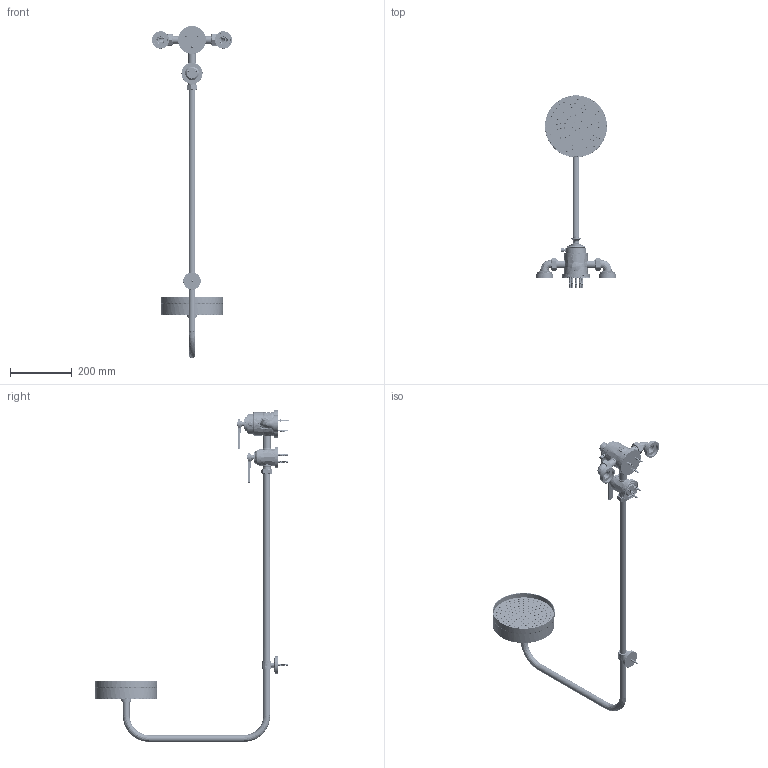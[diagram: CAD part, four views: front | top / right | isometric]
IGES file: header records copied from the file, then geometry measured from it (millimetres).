
Global section: file name: V7KA7; native system: Autodesk Inventor 2020; preprocessor: unknown; author: adaniels; date: 20220131.115230; units: millimetre
Bounding box: 259.17 x 625.1 x 1071.98 mm (x, y, z)
Volume: 2201221.7 mm3; surface area: 661219.3 mm2
Topology: 115 solids, 119 shells, 5350 faces, 14848 edges, 10115 vertices
Faces by surface type: bspline 5350
